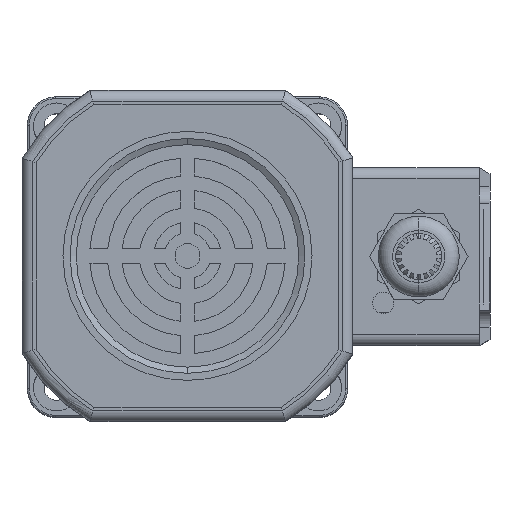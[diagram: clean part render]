
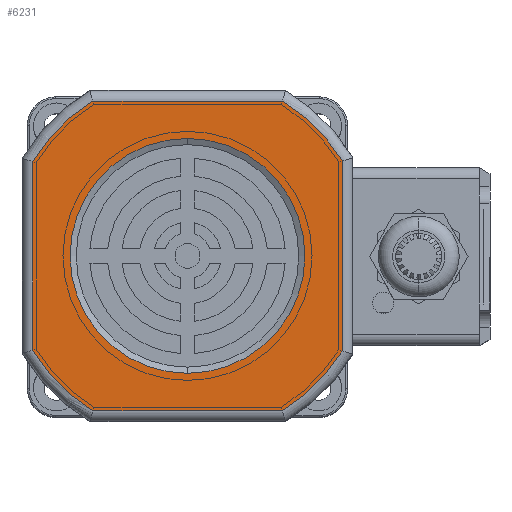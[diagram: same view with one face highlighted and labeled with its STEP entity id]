
A CAD part, top view. The second image highlights one B-rep face of the part: STEP entity #6231.
In plain terms, the highlighted face is planar.
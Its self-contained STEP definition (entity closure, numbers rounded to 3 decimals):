
#321 = ORIENTED_EDGE ( 'NONE', *, *, #12068, .T. ) ;
#547 = DIRECTION ( 'NONE',  ( 0., 0., -1. ) ) ;
#794 = AXIS2_PLACEMENT_3D ( 'NONE', #28649, #14868, #547 ) ;
#1163 = CARTESIAN_POINT ( 'NONE',  ( 0.05, 0., 43.5 ) ) ;
#1197 = CARTESIAN_POINT ( 'NONE',  ( 0.05, 0., -43.5 ) ) ;
#2214 = DIRECTION ( 'NONE',  ( 0., 0., 1. ) ) ;
#2846 = VERTEX_POINT ( 'NONE', #19915 ) ;
#3608 = DIRECTION ( 'NONE',  ( 1., 0., 0. ) ) ;
#4215 = AXIS2_PLACEMENT_3D ( 'NONE', #18831, #4673, #21199 ) ;
#4673 = DIRECTION ( 'NONE',  ( 0., -1., 0. ) ) ;
#4694 = CARTESIAN_POINT ( 'NONE',  ( 0., 0., -33. ) ) ;
#5638 = VECTOR ( 'NONE', #27273, 1000. ) ;
#5708 = VERTEX_POINT ( 'NONE', #24600 ) ;
#5943 = VECTOR ( 'NONE', #15471, 1000. ) ;
#6231 = ADVANCED_FACE ( 'NONE', ( #27121, #21082 ), #30191, .F. ) ;
#6268 = CARTESIAN_POINT ( 'NONE',  ( -43.5, 0., 0. ) ) ;
#6278 = VERTEX_POINT ( 'NONE', #4694 ) ;
#6688 = VERTEX_POINT ( 'NONE', #14657 ) ;
#7229 = EDGE_CURVE ( 'NONE', #22514, #6278, #13616, .T. ) ;
#7623 = CARTESIAN_POINT ( 'NONE',  ( 43.5, 0., 26.705 ) ) ;
#7893 = CARTESIAN_POINT ( 'NONE',  ( 0.05, 0., 0. ) ) ;
#7935 = CARTESIAN_POINT ( 'NONE',  ( -26.572, 0., -43.5 ) ) ;
#7954 = ORIENTED_EDGE ( 'NONE', *, *, #12568, .T. ) ;
#8123 = CARTESIAN_POINT ( 'NONE',  ( -43.5, 0., 26.54 ) ) ;
#8199 = CIRCLE ( 'NONE', #19326, 51. ) ;
#8682 = DIRECTION ( 'NONE',  ( 0., -1., 0. ) ) ;
#9712 = AXIS2_PLACEMENT_3D ( 'NONE', #22739, #8682, #25037 ) ;
#9755 = DIRECTION ( 'NONE',  ( 0., -1., 0. ) ) ;
#10295 = DIRECTION ( 'NONE',  ( 0., 0., 1. ) ) ;
#10338 = CARTESIAN_POINT ( 'NONE',  ( 43.5, 0., -26.705 ) ) ;
#10435 = ORIENTED_EDGE ( 'NONE', *, *, #12835, .F. ) ;
#10625 = VERTEX_POINT ( 'NONE', #21415 ) ;
#10840 = EDGE_CURVE ( 'NONE', #17797, #2846, #24402, .T. ) ;
#11064 = EDGE_CURVE ( 'NONE', #2846, #21203, #13828, .T. ) ;
#11069 = ORIENTED_EDGE ( 'NONE', *, *, #11064, .T. ) ;
#11208 = AXIS2_PLACEMENT_3D ( 'NONE', #29894, #29797, #29700 ) ;
#11381 = EDGE_CURVE ( 'NONE', #21203, #6688, #24374, .T. ) ;
#11547 = DIRECTION ( 'NONE',  ( 0., -1., 0. ) ) ;
#11564 = EDGE_CURVE ( 'NONE', #6688, #27705, #19268, .T. ) ;
#11848 = EDGE_CURVE ( 'NONE', #27705, #25159, #30356, .T. ) ;
#12068 = EDGE_CURVE ( 'NONE', #25159, #10625, #8199, .T. ) ;
#12207 = EDGE_CURVE ( 'NONE', #10625, #5708, #24685, .T. ) ;
#12568 = EDGE_CURVE ( 'NONE', #5708, #17797, #18129, .T. ) ;
#12835 = EDGE_CURVE ( 'NONE', #6278, #22514, #29954, .T. ) ;
#13616 = CIRCLE ( 'NONE', #794, 33. ) ;
#13828 = CIRCLE ( 'NONE', #4215, 51. ) ;
#13974 = ORIENTED_EDGE ( 'NONE', *, *, #7229, .F. ) ;
#14008 = EDGE_LOOP ( 'NONE', ( #10435, #13974 ) ) ;
#14657 = CARTESIAN_POINT ( 'NONE',  ( 26.673, 0., -43.5 ) ) ;
#14868 = DIRECTION ( 'NONE',  ( 0., -1., 0. ) ) ;
#15067 = AXIS2_PLACEMENT_3D ( 'NONE', #23768, #9755, #26022 ) ;
#15471 = DIRECTION ( 'NONE',  ( -1., 0., 0. ) ) ;
#16483 = CARTESIAN_POINT ( 'NONE',  ( 43.5, 0., 0. ) ) ;
#17797 = VERTEX_POINT ( 'NONE', #8123 ) ;
#18129 = CIRCLE ( 'NONE', #15067, 51. ) ;
#18154 = VECTOR ( 'NONE', #2214, 1000. ) ;
#18831 = CARTESIAN_POINT ( 'NONE',  ( 0.05, 0., 0. ) ) ;
#18906 = VECTOR ( 'NONE', #3608, 1000. ) ;
#18911 = AXIS2_PLACEMENT_3D ( 'NONE', #25464, #11547, #27720 ) ;
#19268 = CIRCLE ( 'NONE', #18911, 51. ) ;
#19326 = AXIS2_PLACEMENT_3D ( 'NONE', #7893, #24292, #10295 ) ;
#19562 = EDGE_LOOP ( 'NONE', ( #24368, #11069, #29785, #26480, #19832, #321, #26393, #7954 ) ) ;
#19832 = ORIENTED_EDGE ( 'NONE', *, *, #11848, .T. ) ;
#19915 = CARTESIAN_POINT ( 'NONE',  ( -43.5, 0., -26.54 ) ) ;
#21082 = FACE_BOUND ( 'NONE', #14008, .T. ) ;
#21199 = DIRECTION ( 'NONE',  ( 0., 0., 1. ) ) ;
#21203 = VERTEX_POINT ( 'NONE', #7935 ) ;
#21415 = CARTESIAN_POINT ( 'NONE',  ( 26.673, 0., 43.5 ) ) ;
#22514 = VERTEX_POINT ( 'NONE', #27977 ) ;
#22739 = CARTESIAN_POINT ( 'NONE',  ( 0., 0., 0. ) ) ;
#23768 = CARTESIAN_POINT ( 'NONE',  ( 0.05, 0., 0. ) ) ;
#24292 = DIRECTION ( 'NONE',  ( 0., -1., 0. ) ) ;
#24368 = ORIENTED_EDGE ( 'NONE', *, *, #10840, .T. ) ;
#24374 = LINE ( 'NONE', #1197, #18906 ) ;
#24402 = LINE ( 'NONE', #6268, #5638 ) ;
#24600 = CARTESIAN_POINT ( 'NONE',  ( -26.572, 0., 43.5 ) ) ;
#24685 = LINE ( 'NONE', #1163, #5943 ) ;
#25037 = DIRECTION ( 'NONE',  ( 0., 0., -1. ) ) ;
#25159 = VERTEX_POINT ( 'NONE', #7623 ) ;
#25464 = CARTESIAN_POINT ( 'NONE',  ( 0.05, 0., 0. ) ) ;
#26022 = DIRECTION ( 'NONE',  ( 0., 0., 1. ) ) ;
#26393 = ORIENTED_EDGE ( 'NONE', *, *, #12207, .T. ) ;
#26480 = ORIENTED_EDGE ( 'NONE', *, *, #11564, .T. ) ;
#27121 = FACE_OUTER_BOUND ( 'NONE', #19562, .T. ) ;
#27273 = DIRECTION ( 'NONE',  ( 0., 0., -1. ) ) ;
#27705 = VERTEX_POINT ( 'NONE', #10338 ) ;
#27720 = DIRECTION ( 'NONE',  ( 0., 0., 1. ) ) ;
#27977 = CARTESIAN_POINT ( 'NONE',  ( 0., 0., 33. ) ) ;
#28649 = CARTESIAN_POINT ( 'NONE',  ( 0., 0., 0. ) ) ;
#29700 = DIRECTION ( 'NONE',  ( 0., 0., 1. ) ) ;
#29785 = ORIENTED_EDGE ( 'NONE', *, *, #11381, .T. ) ;
#29797 = DIRECTION ( 'NONE',  ( 0., 1., 0. ) ) ;
#29894 = CARTESIAN_POINT ( 'NONE',  ( 0.05, 0., 0. ) ) ;
#29954 = CIRCLE ( 'NONE', #9712, 33. ) ;
#30191 = PLANE ( 'NONE',  #11208 ) ;
#30356 = LINE ( 'NONE', #16483, #18154 ) ;
